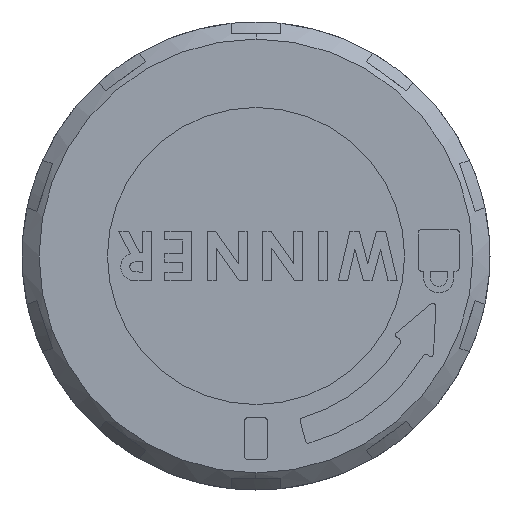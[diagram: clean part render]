
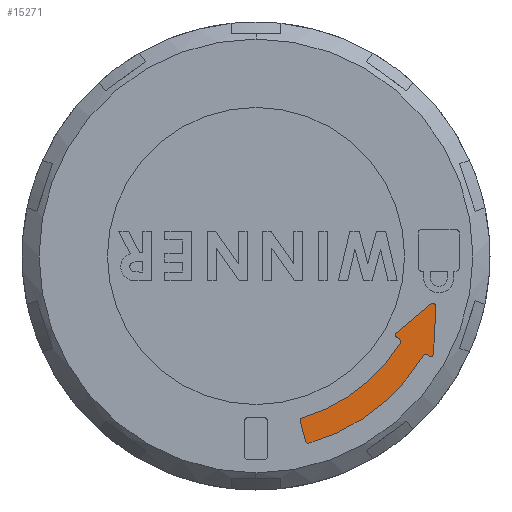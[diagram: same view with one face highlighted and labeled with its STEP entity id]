
A CAD part, left-side view. The second image highlights one B-rep face of the part: STEP entity #15271.
In plain terms, the highlighted planar face has unit normal (-1, 0, 0).
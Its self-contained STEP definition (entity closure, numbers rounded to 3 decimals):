
#172 = AXIS2_PLACEMENT_3D ( 'NONE', #9879, #4824, #8609 ) ;
#496 = DIRECTION ( 'NONE',  ( 0., 0., -1. ) ) ;
#559 = ORIENTED_EDGE ( 'NONE', *, *, #15147, .T. ) ;
#607 = VECTOR ( 'NONE', #8180, 1000. ) ;
#947 = EDGE_CURVE ( 'NONE', #2342, #10875, #11939, .T. ) ;
#1016 = VECTOR ( 'NONE', #1927, 1000. ) ;
#1068 = VERTEX_POINT ( 'NONE', #16059 ) ;
#1153 = DIRECTION ( 'NONE',  ( 1., 0., 0. ) ) ;
#1269 = DIRECTION ( 'NONE',  ( 0., 0., 1. ) ) ;
#1436 = DIRECTION ( 'NONE',  ( -1., 0., 0. ) ) ;
#1505 = VERTEX_POINT ( 'NONE', #7166 ) ;
#1557 = ORIENTED_EDGE ( 'NONE', *, *, #12246, .T. ) ;
#1630 = CARTESIAN_POINT ( 'NONE',  ( -71.74, -4.026, -14.242 ) ) ;
#1761 = CARTESIAN_POINT ( 'NONE',  ( -71.74, -12.907, -7.74 ) ) ;
#1853 = CARTESIAN_POINT ( 'NONE',  ( -71.74, -13.032, -7.524 ) ) ;
#1927 = DIRECTION ( 'NONE',  ( 0., 0.766, -0.643 ) ) ;
#2342 = VERTEX_POINT ( 'NONE', #13664 ) ;
#2369 = AXIS2_PLACEMENT_3D ( 'NONE', #13185, #4384, #496 ) ;
#2384 = AXIS2_PLACEMENT_3D ( 'NONE', #1761, #14274, #2936 ) ;
#2504 = EDGE_CURVE ( 'NONE', #6541, #5334, #10552, .T. ) ;
#2554 = VECTOR ( 'NONE', #11450, 1000. ) ;
#2557 = CARTESIAN_POINT ( 'NONE',  ( -71.74, -13.438, -3.603 ) ) ;
#2604 = DIRECTION ( 'NONE',  ( 1., 0., 0. ) ) ;
#2636 = VECTOR ( 'NONE', #5813, 1000. ) ;
#2923 = PLANE ( 'NONE',  #4616 ) ;
#2936 = DIRECTION ( 'NONE',  ( 0., 0., 1. ) ) ;
#3028 = DIRECTION ( 'NONE',  ( 0., 0., -1. ) ) ;
#3101 = DIRECTION ( 'NONE',  ( 0., 0., 1. ) ) ;
#3141 = AXIS2_PLACEMENT_3D ( 'NONE', #3254, #10641, #3101 ) ;
#3178 = EDGE_CURVE ( 'NONE', #15885, #6444, #8769, .T. ) ;
#3254 = CARTESIAN_POINT ( 'NONE',  ( -71.74, -3.972, -14.049 ) ) ;
#3514 = VERTEX_POINT ( 'NONE', #11383 ) ;
#3652 = CARTESIAN_POINT ( 'NONE',  ( -71.74, -12.907, -7.74 ) ) ;
#3698 = ORIENTED_EDGE ( 'NONE', *, *, #2504, .T. ) ;
#3986 = DIRECTION ( 'NONE',  ( 0., 0., 1. ) ) ;
#4207 = EDGE_CURVE ( 'NONE', #1068, #7700, #4406, .T. ) ;
#4384 = DIRECTION ( 'NONE',  ( 1., 0., 0. ) ) ;
#4396 = CIRCLE ( 'NONE', #12354, 0.2 ) ;
#4406 = LINE ( 'NONE', #15733, #1016 ) ;
#4431 = EDGE_CURVE ( 'NONE', #14544, #1068, #9332, .T. ) ;
#4437 = CIRCLE ( 'NONE', #2369, 12.8 ) ;
#4592 = AXIS2_PLACEMENT_3D ( 'NONE', #5180, #1153, #7705 ) ;
#4616 = AXIS2_PLACEMENT_3D ( 'NONE', #10408, #14520, #13295 ) ;
#4698 = CIRCLE ( 'NONE', #6710, 0.2 ) ;
#4824 = DIRECTION ( 'NONE',  ( -1., 0., 0. ) ) ;
#5114 = AXIS2_PLACEMENT_3D ( 'NONE', #11096, #16204, #12369 ) ;
#5180 = CARTESIAN_POINT ( 'NONE',  ( -71.74, -10.741, -6.49 ) ) ;
#5333 = ORIENTED_EDGE ( 'NONE', *, *, #8232, .T. ) ;
#5334 = VERTEX_POINT ( 'NONE', #8820 ) ;
#5360 = CARTESIAN_POINT ( 'NONE',  ( -71.74, -13.3, -7.448 ) ) ;
#5813 = DIRECTION ( 'NONE',  ( 0., -0.052, 0.999 ) ) ;
#6310 = ORIENTED_EDGE ( 'NONE', *, *, #4207, .T. ) ;
#6403 = CIRCLE ( 'NONE', #5114, 0.2 ) ;
#6444 = VERTEX_POINT ( 'NONE', #12842 ) ;
#6541 = VERTEX_POINT ( 'NONE', #15168 ) ;
#6710 = AXIS2_PLACEMENT_3D ( 'NONE', #5360, #1436, #3986 ) ;
#6865 = EDGE_CURVE ( 'NONE', #9493, #3514, #13001, .T. ) ;
#7010 = CARTESIAN_POINT ( 'NONE',  ( -71.74, -13.5, -7.458 ) ) ;
#7031 = EDGE_CURVE ( 'NONE', #11143, #2342, #4396, .T. ) ;
#7166 = CARTESIAN_POINT ( 'NONE',  ( -71.74, -10.955, -6.62 ) ) ;
#7316 = EDGE_CURVE ( 'NONE', #7700, #9493, #6403, .T. ) ;
#7349 = LINE ( 'NONE', #15784, #607 ) ;
#7533 = ORIENTED_EDGE ( 'NONE', *, *, #12267, .T. ) ;
#7588 = DIRECTION ( 'NONE',  ( 0., 0., 1. ) ) ;
#7676 = DIRECTION ( 'NONE',  ( 0., 0., 1. ) ) ;
#7700 = VERTEX_POINT ( 'NONE', #14241 ) ;
#7705 = DIRECTION ( 'NONE',  ( 0., 0., 1. ) ) ;
#8037 = CARTESIAN_POINT ( 'NONE',  ( -71.74, -3.503, -12.311 ) ) ;
#8054 = CIRCLE ( 'NONE', #13417, 0.25 ) ;
#8111 = CARTESIAN_POINT ( 'NONE',  ( -71.74, -3.557, -12.504 ) ) ;
#8125 = VERTEX_POINT ( 'NONE', #12892 ) ;
#8180 = DIRECTION ( 'NONE',  ( 0., -0.866, -0.5 ) ) ;
#8232 = EDGE_CURVE ( 'NONE', #12093, #8125, #7349, .T. ) ;
#8243 = ORIENTED_EDGE ( 'NONE', *, *, #4431, .T. ) ;
#8495 = EDGE_CURVE ( 'NONE', #10669, #6541, #14416, .T. ) ;
#8609 = DIRECTION ( 'NONE',  ( 0., 0., 1. ) ) ;
#8769 = LINE ( 'NONE', #7010, #2636 ) ;
#8820 = CARTESIAN_POINT ( 'NONE',  ( -71.74, -12.907, -7.49 ) ) ;
#8928 = AXIS2_PLACEMENT_3D ( 'NONE', #3652, #2604, #7588 ) ;
#8995 = ORIENTED_EDGE ( 'NONE', *, *, #6865, .T. ) ;
#9103 = CARTESIAN_POINT ( 'NONE',  ( -71.74, -10.698, -6.177 ) ) ;
#9332 = CIRCLE ( 'NONE', #172, 0.25 ) ;
#9493 = VERTEX_POINT ( 'NONE', #14014 ) ;
#9827 = AXIS2_PLACEMENT_3D ( 'NONE', #11495, #14309, #7676 ) ;
#9879 = CARTESIAN_POINT ( 'NONE',  ( -71.74, -13.438, -3.853 ) ) ;
#10408 = CARTESIAN_POINT ( 'NONE',  ( -71.74, -12.907, -7.74 ) ) ;
#10418 = DIRECTION ( 'NONE',  ( -1., 0., 0. ) ) ;
#10552 = CIRCLE ( 'NONE', #2384, 0.25 ) ;
#10641 = DIRECTION ( 'NONE',  ( -1., 0., 0. ) ) ;
#10669 = VERTEX_POINT ( 'NONE', #1630 ) ;
#10815 = EDGE_LOOP ( 'NONE', ( #3698, #7533, #5333, #12011, #11563, #11696, #8243, #6310, #15197, #8995, #1557, #15230, #13272, #11804, #559, #13407 ) ) ;
#10875 = VERTEX_POINT ( 'NONE', #14681 ) ;
#11096 = CARTESIAN_POINT ( 'NONE',  ( -71.74, -10.798, -6.003 ) ) ;
#11143 = VERTEX_POINT ( 'NONE', #8037 ) ;
#11383 = CARTESIAN_POINT ( 'NONE',  ( -71.74, -10.866, -6.274 ) ) ;
#11388 = EDGE_CURVE ( 'NONE', #6444, #14544, #8054, .T. ) ;
#11445 = EDGE_CURVE ( 'NONE', #8125, #15885, #4698, .T. ) ;
#11450 = DIRECTION ( 'NONE',  ( 0., -0.866, -0.5 ) ) ;
#11495 = CARTESIAN_POINT ( 'NONE',  ( -71.74, 0., 0. ) ) ;
#11544 = CIRCLE ( 'NONE', #4592, 0.25 ) ;
#11563 = ORIENTED_EDGE ( 'NONE', *, *, #3178, .T. ) ;
#11696 = ORIENTED_EDGE ( 'NONE', *, *, #11388, .T. ) ;
#11804 = ORIENTED_EDGE ( 'NONE', *, *, #947, .T. ) ;
#11939 = LINE ( 'NONE', #13010, #14908 ) ;
#12011 = ORIENTED_EDGE ( 'NONE', *, *, #11445, .T. ) ;
#12093 = VERTEX_POINT ( 'NONE', #1853 ) ;
#12246 = EDGE_CURVE ( 'NONE', #3514, #1505, #11544, .T. ) ;
#12267 = EDGE_CURVE ( 'NONE', #5334, #12093, #12325, .T. ) ;
#12325 = CIRCLE ( 'NONE', #8928, 0.25 ) ;
#12336 = CARTESIAN_POINT ( 'NONE',  ( -71.74, -13.5, -7.458 ) ) ;
#12354 = AXIS2_PLACEMENT_3D ( 'NONE', #8111, #10418, #3028 ) ;
#12369 = DIRECTION ( 'NONE',  ( 0., 0., 1. ) ) ;
#12842 = CARTESIAN_POINT ( 'NONE',  ( -71.74, -13.688, -3.866 ) ) ;
#12892 = CARTESIAN_POINT ( 'NONE',  ( -71.74, -13.2, -7.621 ) ) ;
#13001 = LINE ( 'NONE', #9103, #2554 ) ;
#13010 = CARTESIAN_POINT ( 'NONE',  ( -71.74, -3.364, -12.556 ) ) ;
#13175 = DIRECTION ( 'NONE',  ( 0., -0.259, -0.966 ) ) ;
#13185 = CARTESIAN_POINT ( 'NONE',  ( -71.74, 0., 0. ) ) ;
#13272 = ORIENTED_EDGE ( 'NONE', *, *, #7031, .T. ) ;
#13295 = DIRECTION ( 'NONE',  ( 0., 1., 0. ) ) ;
#13407 = ORIENTED_EDGE ( 'NONE', *, *, #8495, .T. ) ;
#13417 = AXIS2_PLACEMENT_3D ( 'NONE', #13833, #13780, #1269 ) ;
#13658 = CIRCLE ( 'NONE', #3141, 0.2 ) ;
#13664 = CARTESIAN_POINT ( 'NONE',  ( -71.74, -3.364, -12.556 ) ) ;
#13780 = DIRECTION ( 'NONE',  ( -1., 0., 0. ) ) ;
#13833 = CARTESIAN_POINT ( 'NONE',  ( -71.74, -13.438, -3.853 ) ) ;
#13859 = FACE_OUTER_BOUND ( 'NONE', #10815, .T. ) ;
#14014 = CARTESIAN_POINT ( 'NONE',  ( -71.74, -10.698, -6.177 ) ) ;
#14241 = CARTESIAN_POINT ( 'NONE',  ( -71.74, -10.67, -5.85 ) ) ;
#14274 = DIRECTION ( 'NONE',  ( 1., 0., 0. ) ) ;
#14309 = DIRECTION ( 'NONE',  ( -1., 0., 0. ) ) ;
#14416 = CIRCLE ( 'NONE', #9827, 14.8 ) ;
#14520 = DIRECTION ( 'NONE',  ( -1., 0., 0. ) ) ;
#14544 = VERTEX_POINT ( 'NONE', #2557 ) ;
#14681 = CARTESIAN_POINT ( 'NONE',  ( -71.74, -3.778, -14.101 ) ) ;
#14765 = EDGE_CURVE ( 'NONE', #1505, #11143, #4437, .T. ) ;
#14908 = VECTOR ( 'NONE', #13175, 1000. ) ;
#15147 = EDGE_CURVE ( 'NONE', #10875, #10669, #13658, .T. ) ;
#15168 = CARTESIAN_POINT ( 'NONE',  ( -71.74, -12.692, -7.612 ) ) ;
#15197 = ORIENTED_EDGE ( 'NONE', *, *, #7316, .T. ) ;
#15230 = ORIENTED_EDGE ( 'NONE', *, *, #14765, .T. ) ;
#15271 = ADVANCED_FACE ( 'NONE', ( #13859 ), #2923, .T. ) ;
#15733 = CARTESIAN_POINT ( 'NONE',  ( -71.74, -13.278, -3.662 ) ) ;
#15784 = CARTESIAN_POINT ( 'NONE',  ( -71.74, -13.032, -7.524 ) ) ;
#15885 = VERTEX_POINT ( 'NONE', #12336 ) ;
#16059 = CARTESIAN_POINT ( 'NONE',  ( -71.74, -13.278, -3.662 ) ) ;
#16204 = DIRECTION ( 'NONE',  ( -1., 0., 0. ) ) ;
